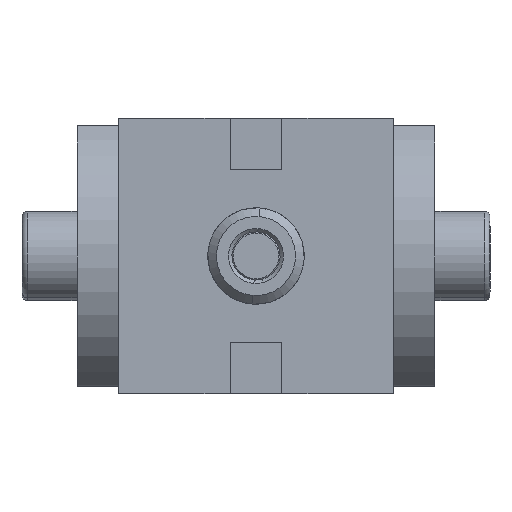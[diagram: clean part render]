
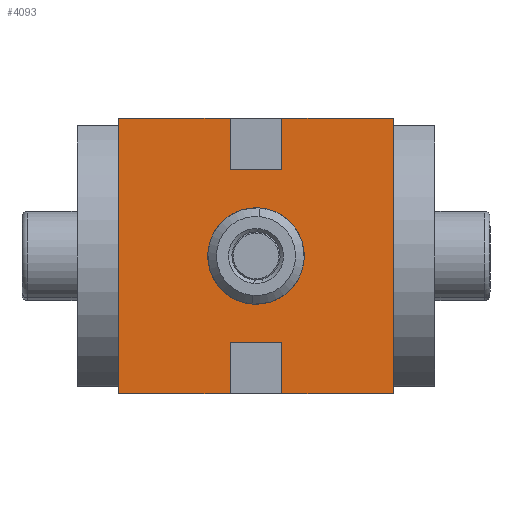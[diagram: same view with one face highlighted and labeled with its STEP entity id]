
A CAD part, front view. The second image highlights one B-rep face of the part: STEP entity #4093.
In plain terms, the highlighted planar face has unit normal (0, -1, 0).
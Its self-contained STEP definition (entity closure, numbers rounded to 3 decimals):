
#73 = CARTESIAN_POINT ( 'NONE',  ( -20., -10., 23.75 ) ) ;
#99 = VERTEX_POINT ( 'NONE', #5899 ) ;
#120 = VECTOR ( 'NONE', #4562, 1000. ) ;
#248 = ORIENTED_EDGE ( 'NONE', *, *, #5652, .T. ) ;
#324 = EDGE_CURVE ( 'NONE', #4539, #3433, #4427, .T. ) ;
#361 = CARTESIAN_POINT ( 'NONE',  ( 0., -10., 20. ) ) ;
#405 = CARTESIAN_POINT ( 'NONE',  ( 12.5, -10., 23.75 ) ) ;
#409 = VECTOR ( 'NONE', #2719, 1000. ) ;
#437 = CARTESIAN_POINT ( 'NONE',  ( 12.5, -10., 23.75 ) ) ;
#453 = PLANE ( 'NONE',  #4266 ) ;
#459 = CARTESIAN_POINT ( 'NONE',  ( 12.5, -10., 16.25 ) ) ;
#483 = DIRECTION ( 'NONE',  ( 0., 0., 1. ) ) ;
#518 = VECTOR ( 'NONE', #640, 1000. ) ;
#640 = DIRECTION ( 'NONE',  ( 0., 0., -1. ) ) ;
#768 = DIRECTION ( 'NONE',  ( 0., 0., 1. ) ) ;
#811 = LINE ( 'NONE', #3984, #6470 ) ;
#823 = ORIENTED_EDGE ( 'NONE', *, *, #6625, .F. ) ;
#903 = ORIENTED_EDGE ( 'NONE', *, *, #967, .T. ) ;
#930 = CARTESIAN_POINT ( 'NONE',  ( -20., -10., 40. ) ) ;
#967 = EDGE_CURVE ( 'NONE', #6127, #4245, #6243, .T. ) ;
#1035 = VERTEX_POINT ( 'NONE', #3558 ) ;
#1052 = DIRECTION ( 'NONE',  ( 0., -1., 0. ) ) ;
#1073 = CARTESIAN_POINT ( 'NONE',  ( -20., -10., 16.25 ) ) ;
#1095 = CARTESIAN_POINT ( 'NONE',  ( -20., -10., 40. ) ) ;
#1211 = VERTEX_POINT ( 'NONE', #6357 ) ;
#1234 = EDGE_CURVE ( 'NONE', #1211, #1414, #5858, .T. ) ;
#1299 = AXIS2_PLACEMENT_3D ( 'NONE', #361, #2442, #2480 ) ;
#1333 = ORIENTED_EDGE ( 'NONE', *, *, #6375, .F. ) ;
#1414 = VERTEX_POINT ( 'NONE', #1982 ) ;
#1425 = CARTESIAN_POINT ( 'NONE',  ( 20., -10., 16.25 ) ) ;
#1465 = VERTEX_POINT ( 'NONE', #459 ) ;
#1497 = CARTESIAN_POINT ( 'NONE',  ( -20., -10., 0. ) ) ;
#1541 = DIRECTION ( 'NONE',  ( -1., 0., 0. ) ) ;
#1561 = EDGE_CURVE ( 'NONE', #1414, #5504, #3568, .T. ) ;
#1615 = EDGE_CURVE ( 'NONE', #99, #3602, #2647, .T. ) ;
#1689 = VECTOR ( 'NONE', #5612, 1000. ) ;
#1746 = ORIENTED_EDGE ( 'NONE', *, *, #6679, .F. ) ;
#1972 = ORIENTED_EDGE ( 'NONE', *, *, #2450, .F. ) ;
#1982 = CARTESIAN_POINT ( 'NONE',  ( -12.5, -10., 23.75 ) ) ;
#2015 = ORIENTED_EDGE ( 'NONE', *, *, #4886, .F. ) ;
#2053 = DIRECTION ( 'NONE',  ( 1., 0., 0. ) ) ;
#2125 = CARTESIAN_POINT ( 'NONE',  ( -20., -10., 40. ) ) ;
#2151 = ORIENTED_EDGE ( 'NONE', *, *, #324, .F. ) ;
#2181 = CARTESIAN_POINT ( 'NONE',  ( -20., -10., 16.25 ) ) ;
#2218 = EDGE_CURVE ( 'NONE', #3199, #3556, #6170, .T. ) ;
#2398 = ORIENTED_EDGE ( 'NONE', *, *, #1234, .F. ) ;
#2409 = VECTOR ( 'NONE', #6212, 1000. ) ;
#2442 = DIRECTION ( 'NONE',  ( 0., -1., 0. ) ) ;
#2450 = EDGE_CURVE ( 'NONE', #3556, #1465, #5072, .T. ) ;
#2480 = DIRECTION ( 'NONE',  ( 0., 0., -1. ) ) ;
#2507 = CARTESIAN_POINT ( 'NONE',  ( -20., -10., 0. ) ) ;
#2568 = DIRECTION ( 'NONE',  ( 0., 0., -1. ) ) ;
#2647 = LINE ( 'NONE', #2125, #4217 ) ;
#2719 = DIRECTION ( 'NONE',  ( 0., 0., -1. ) ) ;
#2783 = LINE ( 'NONE', #4834, #409 ) ;
#2799 = EDGE_CURVE ( 'NONE', #99, #5504, #6079, .T. ) ;
#2825 = CARTESIAN_POINT ( 'NONE',  ( 0., -10., 24.25 ) ) ;
#2921 = DIRECTION ( 'NONE',  ( 1., 0., 0. ) ) ;
#2964 = DIRECTION ( 'NONE',  ( 0., 1., 0. ) ) ;
#2987 = CARTESIAN_POINT ( 'NONE',  ( 20., -10., 40. ) ) ;
#3014 = VECTOR ( 'NONE', #2568, 1000. ) ;
#3072 = CARTESIAN_POINT ( 'NONE',  ( -20., -10., 23.75 ) ) ;
#3130 = CARTESIAN_POINT ( 'NONE',  ( 20., -10., 23.75 ) ) ;
#3199 = VERTEX_POINT ( 'NONE', #6685 ) ;
#3433 = VERTEX_POINT ( 'NONE', #2825 ) ;
#3556 = VERTEX_POINT ( 'NONE', #405 ) ;
#3558 = CARTESIAN_POINT ( 'NONE',  ( 20., -10., 0. ) ) ;
#3568 = LINE ( 'NONE', #3072, #6394 ) ;
#3602 = VERTEX_POINT ( 'NONE', #2987 ) ;
#3804 = CARTESIAN_POINT ( 'NONE',  ( -12.5, -10., 23.75 ) ) ;
#3888 = ORIENTED_EDGE ( 'NONE', *, *, #2218, .F. ) ;
#3984 = CARTESIAN_POINT ( 'NONE',  ( 20., -10., 16.25 ) ) ;
#4093 = ADVANCED_FACE ( 'NONE', ( #6591, #4476 ), #453, .F. ) ;
#4117 = ORIENTED_EDGE ( 'NONE', *, *, #5976, .F. ) ;
#4217 = VECTOR ( 'NONE', #2053, 1000. ) ;
#4245 = VERTEX_POINT ( 'NONE', #1497 ) ;
#4266 = AXIS2_PLACEMENT_3D ( 'NONE', #5602, #2964, #483 ) ;
#4427 = CIRCLE ( 'NONE', #1299, 4.25 ) ;
#4432 = VECTOR ( 'NONE', #768, 1000. ) ;
#4448 = VECTOR ( 'NONE', #5664, 1000. ) ;
#4476 = FACE_OUTER_BOUND ( 'NONE', #5629, .T. ) ;
#4539 = VERTEX_POINT ( 'NONE', #5724 ) ;
#4562 = DIRECTION ( 'NONE',  ( 0., 0., -1. ) ) ;
#4743 = DIRECTION ( 'NONE',  ( 0., 0., -1. ) ) ;
#4834 = CARTESIAN_POINT ( 'NONE',  ( 20., -10., 40. ) ) ;
#4886 = EDGE_CURVE ( 'NONE', #6127, #1211, #6118, .T. ) ;
#5001 = ORIENTED_EDGE ( 'NONE', *, *, #2799, .T. ) ;
#5072 = LINE ( 'NONE', #437, #120 ) ;
#5113 = CARTESIAN_POINT ( 'NONE',  ( 0., -10., 20. ) ) ;
#5504 = VERTEX_POINT ( 'NONE', #73 ) ;
#5563 = ORIENTED_EDGE ( 'NONE', *, *, #1561, .F. ) ;
#5602 = CARTESIAN_POINT ( 'NONE',  ( -20., -10., 40. ) ) ;
#5612 = DIRECTION ( 'NONE',  ( 1., 0., 0. ) ) ;
#5629 = EDGE_LOOP ( 'NONE', ( #2015, #903, #248, #1746, #1333, #1972, #3888, #823, #6413, #5001, #5563, #2398 ) ) ;
#5648 = DIRECTION ( 'NONE',  ( 1., 0., 0. ) ) ;
#5652 = EDGE_CURVE ( 'NONE', #4245, #1035, #6663, .T. ) ;
#5664 = DIRECTION ( 'NONE',  ( -1., 0., 0. ) ) ;
#5724 = CARTESIAN_POINT ( 'NONE',  ( 0., -10., 15.75 ) ) ;
#5858 = LINE ( 'NONE', #3804, #4432 ) ;
#5893 = CARTESIAN_POINT ( 'NONE',  ( 20., -10., 40. ) ) ;
#5899 = CARTESIAN_POINT ( 'NONE',  ( -20., -10., 40. ) ) ;
#5924 = LINE ( 'NONE', #5893, #518 ) ;
#5925 = VECTOR ( 'NONE', #5648, 1000. ) ;
#5928 = AXIS2_PLACEMENT_3D ( 'NONE', #5113, #1052, #4743 ) ;
#5940 = VERTEX_POINT ( 'NONE', #1425 ) ;
#5976 = EDGE_CURVE ( 'NONE', #3433, #4539, #6683, .T. ) ;
#6054 = EDGE_LOOP ( 'NONE', ( #2151, #4117 ) ) ;
#6079 = LINE ( 'NONE', #930, #3014 ) ;
#6118 = LINE ( 'NONE', #1073, #1689 ) ;
#6127 = VERTEX_POINT ( 'NONE', #2181 ) ;
#6170 = LINE ( 'NONE', #3130, #4448 ) ;
#6212 = DIRECTION ( 'NONE',  ( 0., 0., -1. ) ) ;
#6243 = LINE ( 'NONE', #1095, #2409 ) ;
#6357 = CARTESIAN_POINT ( 'NONE',  ( -12.5, -10., 16.25 ) ) ;
#6375 = EDGE_CURVE ( 'NONE', #1465, #5940, #811, .T. ) ;
#6394 = VECTOR ( 'NONE', #1541, 1000. ) ;
#6413 = ORIENTED_EDGE ( 'NONE', *, *, #1615, .F. ) ;
#6470 = VECTOR ( 'NONE', #2921, 1000. ) ;
#6591 = FACE_BOUND ( 'NONE', #6054, .T. ) ;
#6625 = EDGE_CURVE ( 'NONE', #3602, #3199, #5924, .T. ) ;
#6663 = LINE ( 'NONE', #2507, #5925 ) ;
#6679 = EDGE_CURVE ( 'NONE', #5940, #1035, #2783, .T. ) ;
#6683 = CIRCLE ( 'NONE', #5928, 4.25 ) ;
#6685 = CARTESIAN_POINT ( 'NONE',  ( 20., -10., 23.75 ) ) ;
